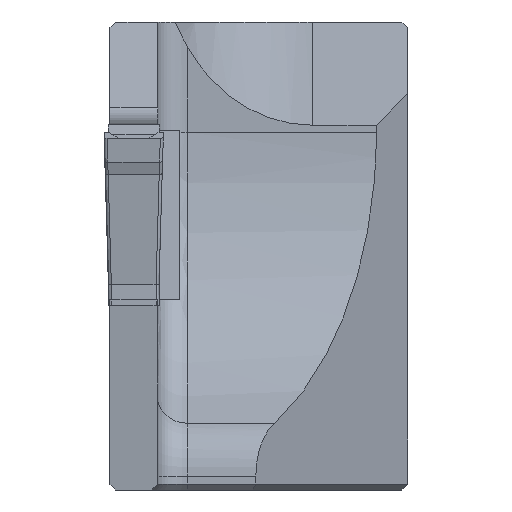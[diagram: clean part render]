
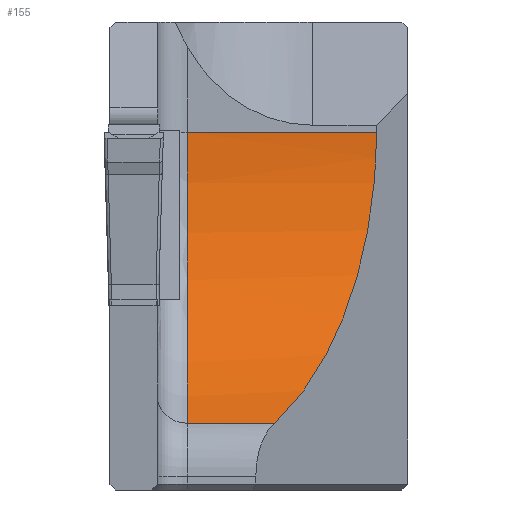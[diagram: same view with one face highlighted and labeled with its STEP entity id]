
A CAD part, left-side view. The second image highlights one B-rep face of the part: STEP entity #155.
In plain terms, the highlighted cylindrical face has radius 11 mm (diameter 22 mm), a partial arc.
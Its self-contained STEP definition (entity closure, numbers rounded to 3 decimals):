
#63=CYLINDRICAL_SURFACE('',#2145,11.);
#91=ELLIPSE('',#2096,12.702,11.);
#155=ADVANCED_FACE('',(#352),#63,.F.);
#352=FACE_OUTER_BOUND('',#466,.T.);
#466=EDGE_LOOP('',(#758,#759,#760,#761));
#559=CIRCLE('',#2144,11.);
#758=ORIENTED_EDGE('',*,*,#1363,.T.);
#759=ORIENTED_EDGE('',*,*,#1353,.T.);
#760=ORIENTED_EDGE('',*,*,#1453,.T.);
#761=ORIENTED_EDGE('',*,*,#1404,.F.);
#1172=VERTEX_POINT('',#2869);
#1173=VERTEX_POINT('',#2871);
#1179=VERTEX_POINT('',#2892);
#1217=VERTEX_POINT('',#2977);
#1353=EDGE_CURVE('',#1173,#1172,#1640,.T.);
#1363=EDGE_CURVE('',#1179,#1173,#91,.T.);
#1404=EDGE_CURVE('',#1179,#1217,#1678,.T.);
#1453=EDGE_CURVE('',#1172,#1217,#559,.T.);
#1640=LINE('',#2870,#1871);
#1678=LINE('',#2976,#1909);
#1871=VECTOR('',#2285,1.);
#1909=VECTOR('',#2363,1.);
#2096=AXIS2_PLACEMENT_3D('',#2891,#2301,#2302);
#2144=AXIS2_PLACEMENT_3D('',#3072,#2473,#2474);
#2145=AXIS2_PLACEMENT_3D('',#3073,#2475,#2476);
#2285=DIRECTION('',(0.,1.,0.));
#2301=DIRECTION('',(-0.5,-0.866,0.));
#2302=DIRECTION('',(-0.866,0.5,0.));
#2363=DIRECTION('',(0.,1.,0.));
#2473=DIRECTION('',(0.,1.,0.));
#2474=DIRECTION('',(0.,0.,1.));
#2475=DIRECTION('',(0.,1.,0.));
#2476=DIRECTION('',(0.,0.,-1.));
#2869=CARTESIAN_POINT('',(11.,-2.6,0.));
#2870=CARTESIAN_POINT('',(11.,-16.65,0.));
#2871=CARTESIAN_POINT('',(11.,-8.941,0.));
#2891=CARTESIAN_POINT('',(0.,-2.591,0.));
#2892=CARTESIAN_POINT('',(5.077,-5.522,-9.758));
#2976=CARTESIAN_POINT('',(5.077,-16.65,-9.758));
#2977=CARTESIAN_POINT('',(5.077,-2.6,-9.758));
#3072=CARTESIAN_POINT('',(0.,-2.6,0.));
#3073=CARTESIAN_POINT('',(0.,-16.65,0.));
